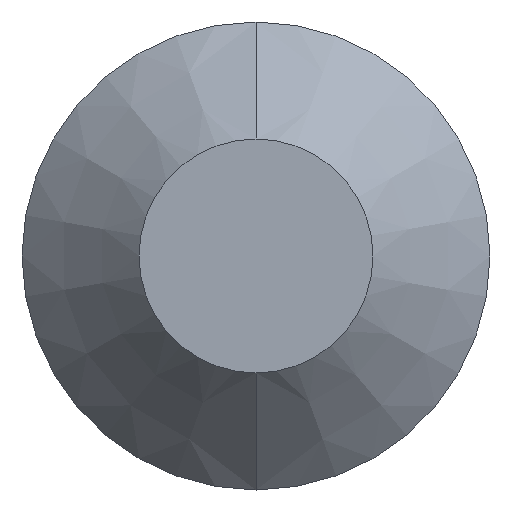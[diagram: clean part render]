
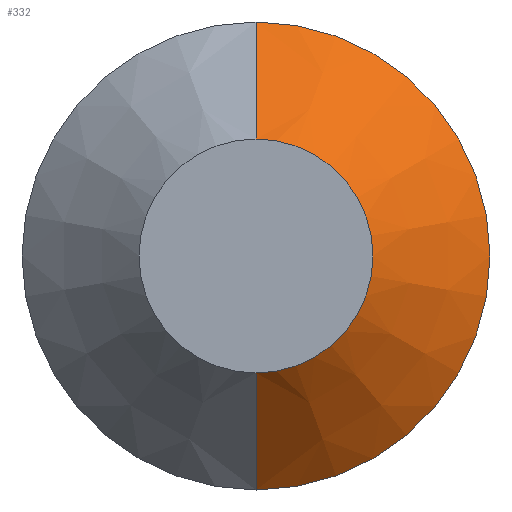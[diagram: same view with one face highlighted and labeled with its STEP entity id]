
A CAD part, front view. The second image highlights one B-rep face of the part: STEP entity #332.
In plain terms, the highlighted conical face has half-angle 45 degrees and reference radius 5 mm.
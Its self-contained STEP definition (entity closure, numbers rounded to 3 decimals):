
#45 = EDGE_LOOP ( 'NONE', ( #669, #640, #639, #641 ) ) ;
#71 = DIRECTION ( 'NONE',  ( 0., 0., 1. ) ) ;
#72 = DIRECTION ( 'NONE',  ( 0., 1., 0. ) ) ;
#73 = CARTESIAN_POINT ( 'NONE',  ( 0., -2.8, 0. ) ) ;
#74 = DIRECTION ( 'NONE',  ( 0., 0.707, -0.707 ) ) ;
#258 = EDGE_CURVE ( 'NONE', #722, #728, #750, .T. ) ;
#259 = EDGE_CURVE ( 'NONE', #728, #724, #572, .T. ) ;
#264 = EDGE_CURVE ( 'NONE', #727, #724, #754, .T. ) ;
#265 = EDGE_CURVE ( 'NONE', #722, #727, #614, .T. ) ;
#332 = ADVANCED_FACE ( 'NONE', ( #808 ), #400, .T. ) ;
#340 = DIRECTION ( 'NONE',  ( 0., 0., 1. ) ) ;
#341 = DIRECTION ( 'NONE',  ( 0., 1., 0. ) ) ;
#349 = CARTESIAN_POINT ( 'NONE',  ( 0., -0.3, 0. ) ) ;
#359 = CARTESIAN_POINT ( 'NONE',  ( 0., -0.3, 5. ) ) ;
#362 = DIRECTION ( 'NONE',  ( 0., 0.707, 0.707 ) ) ;
#400 = CONICAL_SURFACE ( 'NONE', #402, 5., 0.785 ) ;
#402 = AXIS2_PLACEMENT_3D ( 'NONE', #493, #492, #489 ) ;
#439 = CARTESIAN_POINT ( 'NONE',  ( 0., -0.3, 5. ) ) ;
#441 = CARTESIAN_POINT ( 'NONE',  ( 0., -2.8, -2.5 ) ) ;
#444 = CARTESIAN_POINT ( 'NONE',  ( 0., -0.3, -5. ) ) ;
#446 = CARTESIAN_POINT ( 'NONE',  ( 0., -2.8, 2.5 ) ) ;
#489 = DIRECTION ( 'NONE',  ( 0., 0., 1. ) ) ;
#492 = DIRECTION ( 'NONE',  ( 0., 1., 0. ) ) ;
#493 = CARTESIAN_POINT ( 'NONE',  ( 0., -0.3, 0. ) ) ;
#556 = VECTOR ( 'NONE', #362, 1000. ) ;
#571 = AXIS2_PLACEMENT_3D ( 'NONE', #73, #72, #71 ) ;
#572 = CIRCLE ( 'NONE', #583, 5. ) ;
#583 = AXIS2_PLACEMENT_3D ( 'NONE', #349, #341, #340 ) ;
#611 = VECTOR ( 'NONE', #74, 1000. ) ;
#614 = CIRCLE ( 'NONE', #571, 2.5 ) ;
#639 = ORIENTED_EDGE ( 'NONE', *, *, #259, .F. ) ;
#640 = ORIENTED_EDGE ( 'NONE', *, *, #264, .T. ) ;
#641 = ORIENTED_EDGE ( 'NONE', *, *, #258, .F. ) ;
#669 = ORIENTED_EDGE ( 'NONE', *, *, #265, .T. ) ;
#722 = VERTEX_POINT ( 'NONE', #446 ) ;
#724 = VERTEX_POINT ( 'NONE', #444 ) ;
#727 = VERTEX_POINT ( 'NONE', #441 ) ;
#728 = VERTEX_POINT ( 'NONE', #439 ) ;
#750 = LINE ( 'NONE', #359, #556 ) ;
#754 = LINE ( 'NONE', #882, #611 ) ;
#808 = FACE_OUTER_BOUND ( 'NONE', #45, .T. ) ;
#882 = CARTESIAN_POINT ( 'NONE',  ( 0., -0.3, -5. ) ) ;
